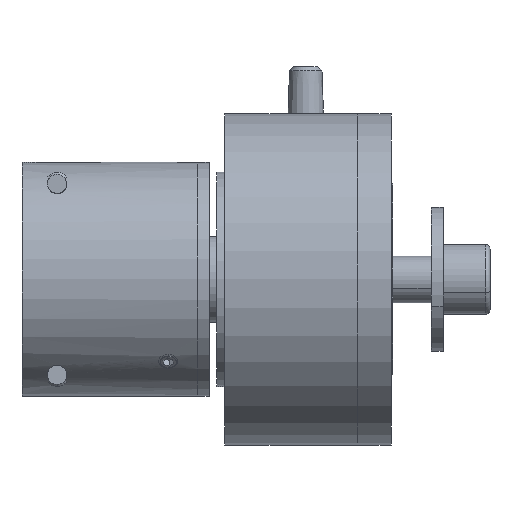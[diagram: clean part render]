
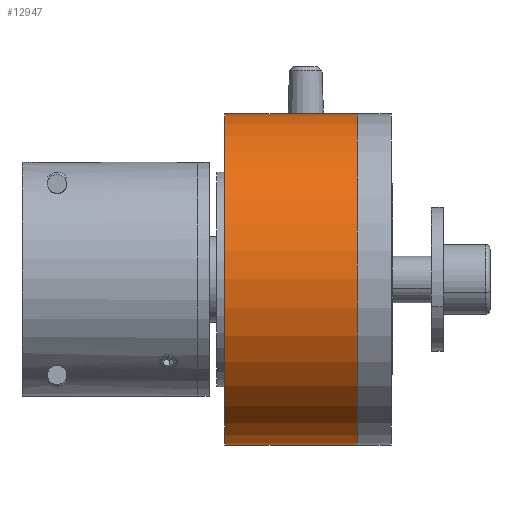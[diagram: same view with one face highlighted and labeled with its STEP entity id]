
A CAD part, front view. The second image highlights one B-rep face of the part: STEP entity #12947.
In plain terms, the highlighted cylindrical face has radius 42.5 mm (diameter 85 mm), a partial arc.
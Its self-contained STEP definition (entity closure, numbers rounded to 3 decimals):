
#762 = LINE ( 'NONE', #17694, #9432 ) ;
#950 = CARTESIAN_POINT ( 'NONE',  ( -39.259, 0., 42.5 ) ) ;
#1666 = AXIS2_PLACEMENT_3D ( 'NONE', #5590, #18238, #19619 ) ;
#1723 = DIRECTION ( 'NONE',  ( 0., 0., 1. ) ) ;
#2573 = VERTEX_POINT ( 'NONE', #20391 ) ;
#2787 = CYLINDRICAL_SURFACE ( 'NONE', #1666, 42.5 ) ;
#4468 = ORIENTED_EDGE ( 'NONE', *, *, #7669, .F. ) ;
#4637 = ORIENTED_EDGE ( 'NONE', *, *, #12501, .T. ) ;
#5067 = VERTEX_POINT ( 'NONE', #8863 ) ;
#5406 = DIRECTION ( 'NONE',  ( -1., 0., 0. ) ) ;
#5590 = CARTESIAN_POINT ( 'NONE',  ( -39.259, 0., 0. ) ) ;
#5925 = VERTEX_POINT ( 'NONE', #17200 ) ;
#5945 = CIRCLE ( 'NONE', #8889, 42.5 ) ;
#6026 = CIRCLE ( 'NONE', #15153, 42.5 ) ;
#6272 = VECTOR ( 'NONE', #17165, 1000. ) ;
#7669 = EDGE_CURVE ( 'NONE', #5067, #5925, #5945, .T. ) ;
#7959 = DIRECTION ( 'NONE',  ( -1., 0., 0. ) ) ;
#7982 = ORIENTED_EDGE ( 'NONE', *, *, #13493, .F. ) ;
#8863 = CARTESIAN_POINT ( 'NONE',  ( 2.8, 0., -42.5 ) ) ;
#8889 = AXIS2_PLACEMENT_3D ( 'NONE', #18333, #5406, #16478 ) ;
#9352 = VERTEX_POINT ( 'NONE', #14355 ) ;
#9432 = VECTOR ( 'NONE', #12705, 1000. ) ;
#11190 = FACE_OUTER_BOUND ( 'NONE', #19164, .T. ) ;
#12170 = ORIENTED_EDGE ( 'NONE', *, *, #20084, .T. ) ;
#12501 = EDGE_CURVE ( 'NONE', #2573, #5925, #17669, .T. ) ;
#12705 = DIRECTION ( 'NONE',  ( -1., 0., 0. ) ) ;
#12873 = CARTESIAN_POINT ( 'NONE',  ( 36.8, 0., 0. ) ) ;
#12947 = ADVANCED_FACE ( 'NONE', ( #11190 ), #2787, .T. ) ;
#13493 = EDGE_CURVE ( 'NONE', #9352, #5067, #762, .T. ) ;
#14355 = CARTESIAN_POINT ( 'NONE',  ( 36.8, 0., -42.5 ) ) ;
#15153 = AXIS2_PLACEMENT_3D ( 'NONE', #12873, #7959, #1723 ) ;
#16478 = DIRECTION ( 'NONE',  ( 0., 0., 1. ) ) ;
#17165 = DIRECTION ( 'NONE',  ( -1., 0., 0. ) ) ;
#17200 = CARTESIAN_POINT ( 'NONE',  ( 2.8, 0., 42.5 ) ) ;
#17669 = LINE ( 'NONE', #950, #6272 ) ;
#17694 = CARTESIAN_POINT ( 'NONE',  ( -39.259, 0., -42.5 ) ) ;
#18238 = DIRECTION ( 'NONE',  ( -1., 0., 0. ) ) ;
#18333 = CARTESIAN_POINT ( 'NONE',  ( 2.8, 0., 0. ) ) ;
#19164 = EDGE_LOOP ( 'NONE', ( #7982, #12170, #4637, #4468 ) ) ;
#19619 = DIRECTION ( 'NONE',  ( 0., 0., 1. ) ) ;
#20084 = EDGE_CURVE ( 'NONE', #9352, #2573, #6026, .T. ) ;
#20391 = CARTESIAN_POINT ( 'NONE',  ( 36.8, 0., 42.5 ) ) ;
